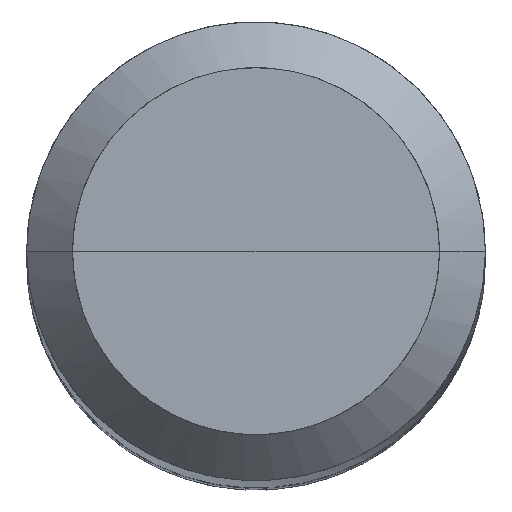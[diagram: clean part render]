
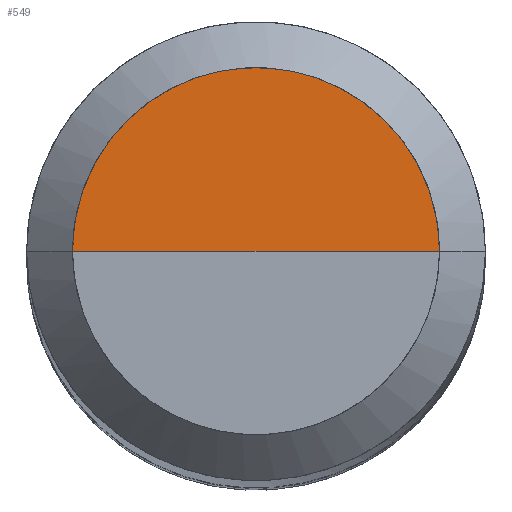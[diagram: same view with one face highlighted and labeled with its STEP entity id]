
A CAD part, top view. The second image highlights one B-rep face of the part: STEP entity #549.
In plain terms, the highlighted free-form (B-spline) face has degree [1, 2] with [2, 5] control points.
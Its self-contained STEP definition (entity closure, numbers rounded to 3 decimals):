
#291=CARTESIAN_POINT('',(2.0,0.0,48.0));
#292=CARTESIAN_POINT('',(2.0,2.0,48.0));
#293=CARTESIAN_POINT('',(0.0,2.0,48.0));
#294=CARTESIAN_POINT('',(-2.0,2.0,48.0));
#295=CARTESIAN_POINT('',(-2.0,0.0,48.0));
#296=CARTESIAN_POINT('',(0.0,0.0,48.0));
#534=(
BOUNDED_SURFACE()
B_SPLINE_SURFACE(1,2,(
(#291,#292,#293,#294,#295),
(#296,#296,#296,#296,#296)
), .UNSPECIFIED.,.F.,.F.,.F.)
B_SPLINE_SURFACE_WITH_KNOTS((2,2),(3,2,3),(
0.0,1.0),(
0.0,0.5,1.0), .UNSPECIFIED.)
GEOMETRIC_REPRESENTATION_ITEM()
RATIONAL_B_SPLINE_SURFACE(((1.0,0.707,1.0,0.707,1.0),
(1.0,0.707,1.0,0.707,1.0)
))
REPRESENTATION_ITEM('')
SURFACE()
);
#535=(
BOUNDED_CURVE()
B_SPLINE_CURVE(2,(#295,#294,#293,#292,#291),.UNSPECIFIED.,.F.,.F.)
B_SPLINE_CURVE_WITH_KNOTS((3,2,3),
(0.0,0.5,1.0),.UNSPECIFIED.)
CURVE()
GEOMETRIC_REPRESENTATION_ITEM()
RATIONAL_B_SPLINE_CURVE((1.0,0.707,1.0,0.707,1.0))
REPRESENTATION_ITEM('')
);
#536=(
BOUNDED_CURVE()
B_SPLINE_CURVE(1,(#291,#296),.UNSPECIFIED.,.F.,.F.)
B_SPLINE_CURVE_WITH_KNOTS((2,2),
(0.0,1.0),.UNSPECIFIED.)
CURVE()
GEOMETRIC_REPRESENTATION_ITEM()
RATIONAL_B_SPLINE_CURVE((1.0,1.0))
REPRESENTATION_ITEM('')
);
#537=(
BOUNDED_CURVE()
B_SPLINE_CURVE(1,(#296,#295),.UNSPECIFIED.,.F.,.F.)
B_SPLINE_CURVE_WITH_KNOTS((2,2),
(0.0,1.0),.UNSPECIFIED.)
CURVE()
GEOMETRIC_REPRESENTATION_ITEM()
RATIONAL_B_SPLINE_CURVE((1.0,1.0))
REPRESENTATION_ITEM('')
);
#538=VERTEX_POINT('',#291);
#539=VERTEX_POINT('',#295);
#540=VERTEX_POINT('',#296);
#541=EDGE_CURVE('',#539,#538,#535,.T.);
#542=EDGE_CURVE('',#538,#540,#536,.T.);
#543=EDGE_CURVE('',#540,#539,#537,.T.);
#544=ORIENTED_EDGE('',*,*,#541,.T.);
#545=ORIENTED_EDGE('',*,*,#542,.T.);
#546=ORIENTED_EDGE('',*,*,#543,.T.);
#547=EDGE_LOOP('',(#544,#545,#546));
#548=FACE_OUTER_BOUND('',#547,.T.);
#549=ADVANCED_FACE('',(#548),#534,.T.);
